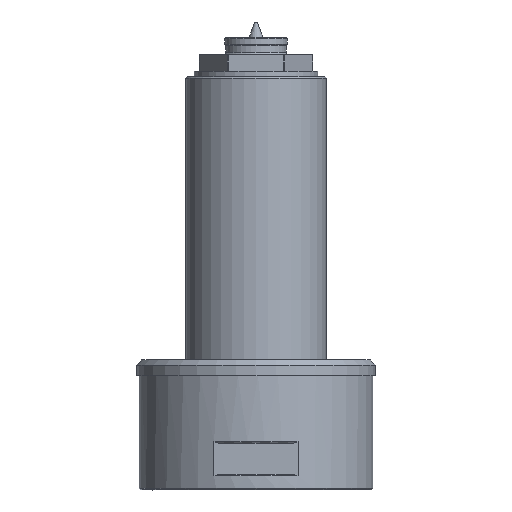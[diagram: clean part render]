
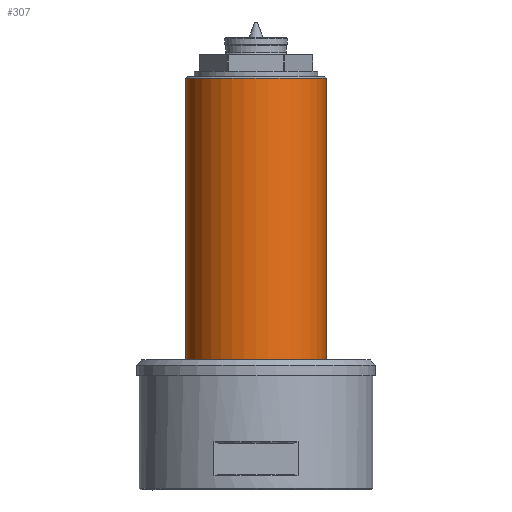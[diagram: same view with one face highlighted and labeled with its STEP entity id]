
A CAD part, front view. The second image highlights one B-rep face of the part: STEP entity #307.
In plain terms, the highlighted cylindrical face has radius 13.5 mm (diameter 27 mm), a full revolution.
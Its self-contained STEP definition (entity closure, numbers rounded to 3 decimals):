
#307=ADVANCED_FACE('',(#411,#412),#358,.T.);
#358=CYLINDRICAL_SURFACE('',#1209,13.5);
#411=FACE_BOUND('',#491,.T.);
#412=FACE_BOUND('',#492,.T.);
#491=EDGE_LOOP('',(#679));
#492=EDGE_LOOP('',(#680));
#679=ORIENTED_EDGE('',*,*,#1002,.T.);
#680=ORIENTED_EDGE('',*,*,#981,.T.);
#871=VERTEX_POINT('',#1906);
#883=VERTEX_POINT('',#1948);
#981=EDGE_CURVE('',#871,#871,#1069,.T.);
#1002=EDGE_CURVE('',#883,#883,#1084,.T.);
#1069=CIRCLE('',#1184,13.5);
#1084=CIRCLE('',#1208,13.5);
#1184=AXIS2_PLACEMENT_3D('',#1905,#1434,#1435);
#1208=AXIS2_PLACEMENT_3D('',#1947,#1488,#1489);
#1209=AXIS2_PLACEMENT_3D('',#1949,#1490,#1491);
#1434=DIRECTION('',(0.,0.,1.));
#1435=DIRECTION('',(1.,0.,0.));
#1488=DIRECTION('',(0.,0.,-1.));
#1489=DIRECTION('',(-1.,0.,0.));
#1490=DIRECTION('',(0.,0.,1.));
#1491=DIRECTION('',(1.,0.,0.));
#1905=CARTESIAN_POINT('',(0.,0.,15.5));
#1906=CARTESIAN_POINT('',(13.5,0.,15.5));
#1947=CARTESIAN_POINT('',(0.,0.,79.2));
#1948=CARTESIAN_POINT('',(-13.5,0.,79.2));
#1949=CARTESIAN_POINT('',(0.,0.,0.));
